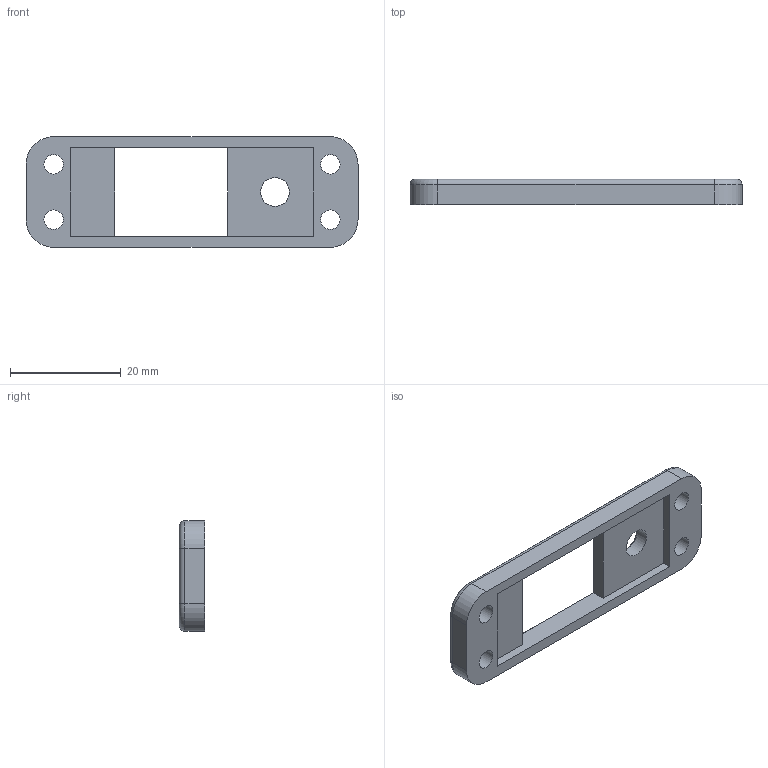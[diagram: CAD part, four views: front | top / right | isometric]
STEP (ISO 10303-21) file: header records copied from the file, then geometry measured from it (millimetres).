
FILE_DESCRIPTION(/* description */ (''),/* implementation_level */ '2;1');
FILE_NAME(/* name */ 'DTH_Mount.step',/* time_stamp */ '2020-12-22T11:53:44+01:00',/* author */ (''),/* organization */ (''),/* preprocessor_version */ 'ST-DEVELOPER v18.1',/* originating_system */ 'Autodesk Translation Framework v9.7.1.1290',/* authorisation */ '');
FILE_SCHEMA (('AUTOMOTIVE_DESIGN { 1 0 10303 214 3 1 1 }'));
Length unit declared in the file: millimetre
Products named in the file (2): Sensor&Light box; DTH Holder
Assembly tree (1 placements, depth 2):
  Sensor&Light box
    DTH Holder
Bounding box: 60 x 4.6 x 20 mm (x, y, z)
Volume: 2913.2 mm3; surface area: 2814.5 mm2
Topology: 1 solids, 1 shells, 40 faces, 97 edges, 59 vertices
Faces by surface type: plane 18, cylinder 13, cone 5, torus 4
Full cylindrical faces by diameter (mm): 3.5 x4, 5.2 x1
Entity records: 1251 total; most frequent: DIRECTION 218, CARTESIAN_POINT 199, ORIENTED_EDGE 194, EDGE_CURVE 97, AXIS2_PLACEMENT_3D 78, LINE 62, VECTOR 62, VERTEX_POINT 59
